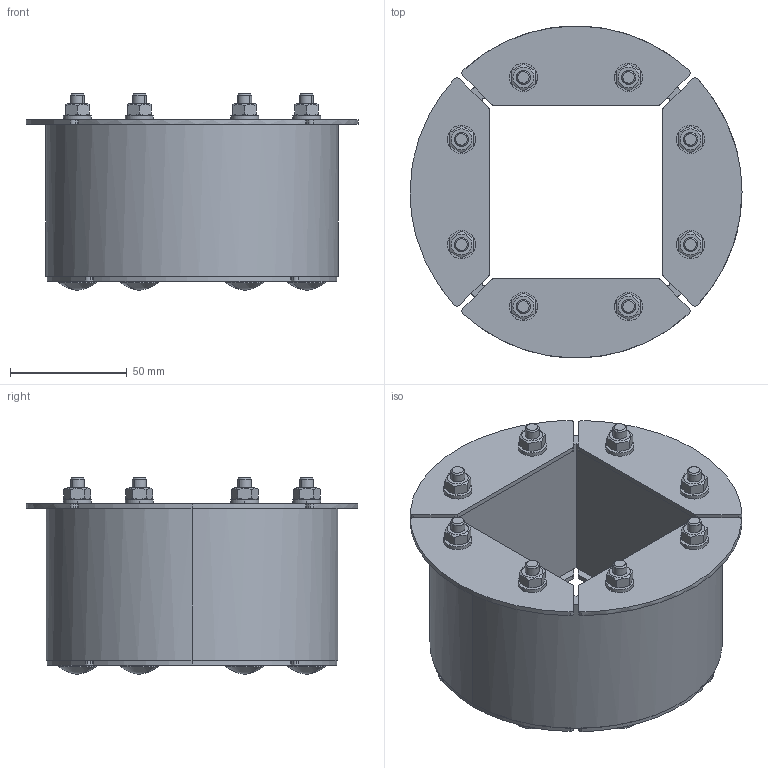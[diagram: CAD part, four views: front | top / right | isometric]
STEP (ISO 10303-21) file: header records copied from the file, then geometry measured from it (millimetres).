
FILE_DESCRIPTION((''),'2;1');
FILE_NAME('R125.stp','2009-08-14T11:38:56',('JE BOHLIN'),('Roxtec International AB'),'Mechanical Desktop 2005','Mechanical Desktop 2005',', , ');
FILE_SCHEMA(('CONFIG_CONTROL_DESIGN'));
Length unit declared in the file: millimetre
Products named in the file (12): R125; TDM_A3; FRONT; REAR; RUBBER; BOLTS; CUP HEAD SQUARE NECK BOLT - DIN 603 - M6 X 80; WASHER - ISO 7089 - 6 - 140 HV; HEX NUT - ISO 4032 - M6; ~WASHER - ISO 7089 - 6 - 140 HV; ~HEX NUT - ISO 4032 - M6; A3-LLOGO
Assembly tree (30 placements, depth 3):
  R125
    TDM_A3
    FRONT
    REAR
    RUBBER
    BOLTS
      CUP HEAD SQUARE NECK BOLT - DIN 603 - M6 X 80  x8
      WASHER - ISO 7089 - 6 - 140 HV  x7
      HEX NUT - ISO 4032 - M6  x7
      ~WASHER - ISO 7089 - 6 - 140 HV
      ~HEX NUT - ISO 4032 - M6
    A3-LLOGO
Bounding box: 142 x 141.95 x 83.85 mm (x, y, z)
Surface area: 125073.2 mm2 (no closed solid volume)
Topology: 0 solids, 0 shells, 524 faces, 2492 edges, 2494 vertices
Faces by surface type: bspline 524
Entity records: 11047 total; most frequent: CARTESIAN_POINT 7679, COMPOSITE_CURVE_SEGMENT 1110, QUASI_UNIFORM_CURVE 820, PCURVE 462, OUTER_BOUNDARY_CURVE 219, CURVE_BOUNDED_SURFACE 219, QUASI_UNIFORM_SURFACE 77, DIRECTION 62
